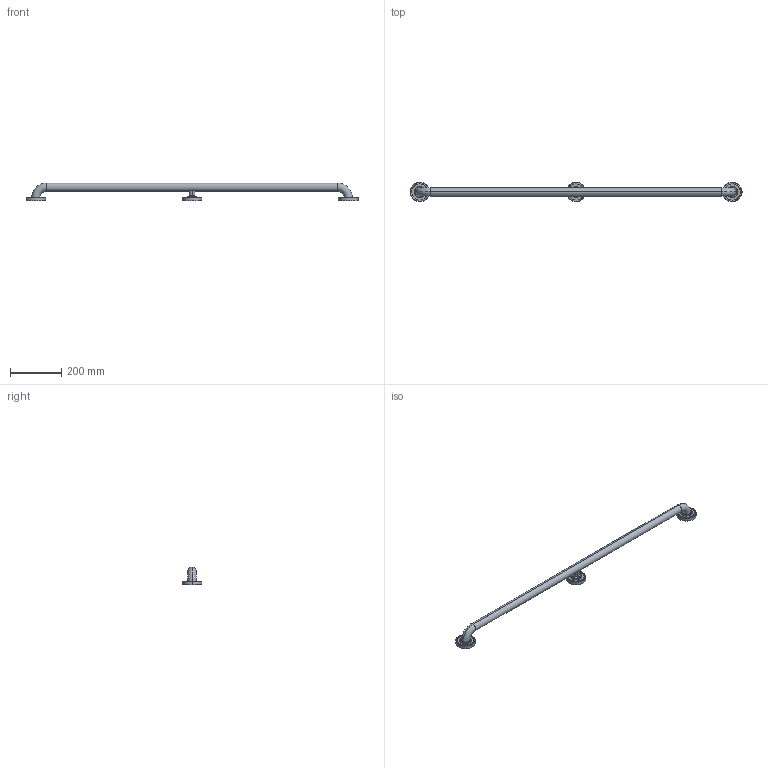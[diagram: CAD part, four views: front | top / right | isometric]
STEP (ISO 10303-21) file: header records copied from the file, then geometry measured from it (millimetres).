
FILE_DESCRIPTION((''),'2;1');
FILE_NAME('1567_SW0001','2010-11-26T',('project'),(''),'PRO/ENGINEER BY PARAMETRIC TECHNOLOGY CORPORATION, 2009300','PRO/ENGINEER BY PARAMETRIC TECHNOLOGY CORPORATION, 2009300','');
FILE_SCHEMA(('CONFIG_CONTROL_DESIGN'));
Length unit declared in the file: inch
Products named in the file (1): 1567_SW0001
Bounding box: 1295.4 x 76.2 x 69.6 mm (x, y, z)
Surface area: 284363.2 mm2 (no closed solid volume)
Topology: 0 solids, 20 shells, 245 faces, 846 edges, 624 vertices
Faces by surface type: bspline 120, cylinder 77, plane 26, torus 20, cone 2
Entity records: 19015 total; most frequent: CARTESIAN_POINT 13281, ORIENTED_EDGE 1351, EDGE_CURVE 846, DIRECTION 685, VERTEX_POINT 624, B_SPLINE_CURVE_WITH_KNOTS 579, AXIS2_PLACEMENT_3D 293, EDGE_LOOP 278
